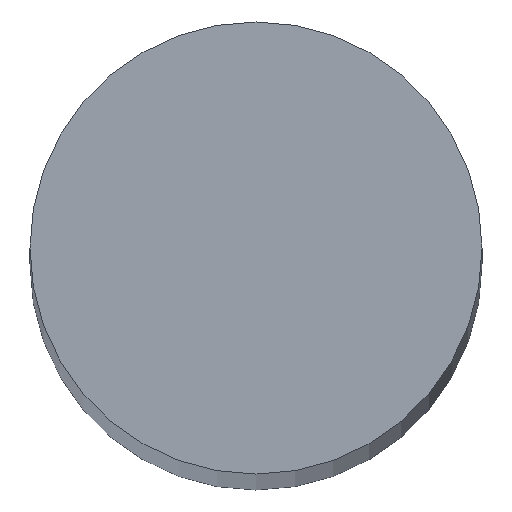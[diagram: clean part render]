
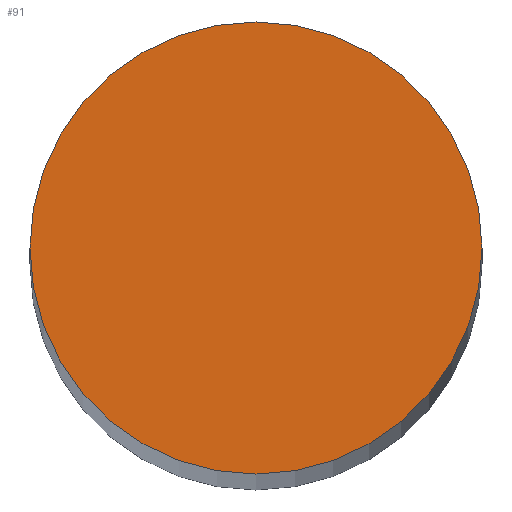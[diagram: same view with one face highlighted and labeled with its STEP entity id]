
A CAD part, top view. The second image highlights one B-rep face of the part: STEP entity #91.
In plain terms, the highlighted planar face has unit normal (0, 0, 1).
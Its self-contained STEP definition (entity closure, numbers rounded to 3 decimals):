
#17=PLANE('',#117);
#25=FACE_OUTER_BOUND('',#32,.T.);
#32=EDGE_LOOP('',(#83));
#46=CIRCLE('',#116,5.);
#53=VERTEX_POINT('',#168);
#62=EDGE_CURVE('',#53,#53,#46,.T.);
#83=ORIENTED_EDGE('',*,*,#62,.T.);
#91=ADVANCED_FACE('',(#25),#17,.T.);
#116=AXIS2_PLACEMENT_3D('',#169,#143,#144);
#117=AXIS2_PLACEMENT_3D('',#171,#146,#147);
#143=DIRECTION('center_axis',(0.,0.,1.));
#144=DIRECTION('ref_axis',(1.,0.,0.));
#146=DIRECTION('center_axis',(0.,0.,1.));
#147=DIRECTION('ref_axis',(1.,0.,0.));
#168=CARTESIAN_POINT('',(-5.,0.,202.));
#169=CARTESIAN_POINT('Origin',(0.,0.,202.));
#171=CARTESIAN_POINT('Origin',(0.,0.,202.));
